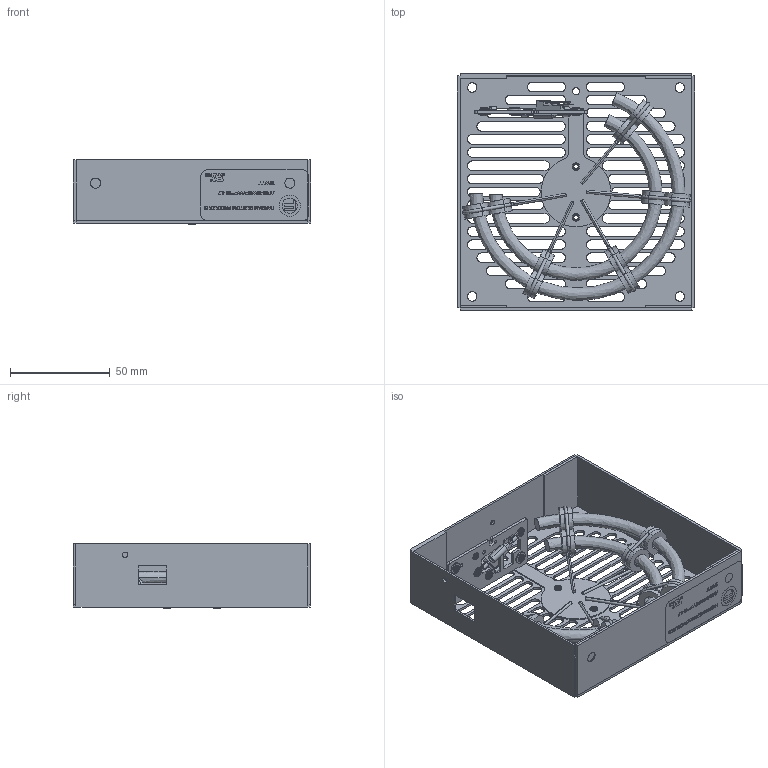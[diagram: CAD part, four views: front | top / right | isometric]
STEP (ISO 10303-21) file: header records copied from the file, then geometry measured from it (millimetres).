
FILE_DESCRIPTION (( 'STEP AP203' ), '1' );
FILE_NAME ('AF20-4.7_03 AUG2017 203.STEP', '2017-09-01T14:36:50', ( '' ), ( '' ), 'SwSTEP 2.0', 'SolidWorks 2017', '' );
FILE_SCHEMA (( 'CONFIG_CONTROL_DESIGN' ));
Products named in the file (1): AF20-4.7_03 AUG2017 203
Bounding box: 118.87 x 118.92 x 32.39 mm (x, y, z)
Surface area: 79979.2 mm2 (no closed solid volume)
Topology: 0 solids, 108 shells, 1745 faces, 4414 edges, 2912 vertices
Faces by surface type: plane 884, cylinder 412, bspline 345, cone 104
Entity records: 66653 total; most frequent: CARTESIAN_POINT 26092, ORIENTED_EDGE 8808, DIRECTION 7454, EDGE_CURVE 4414, VERTEX_POINT 2913, VECTOR 2494, LINE 2494, AXIS2_PLACEMENT_3D 2480
